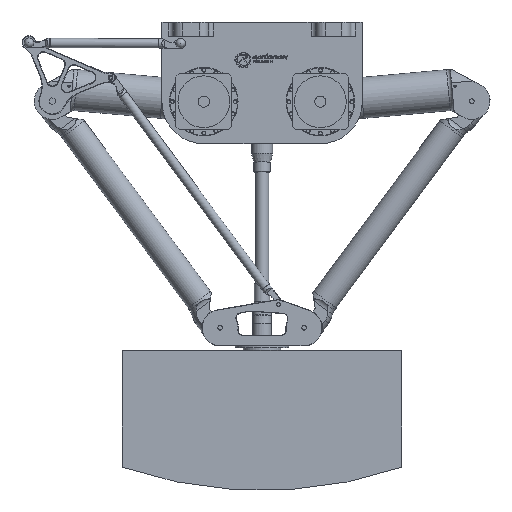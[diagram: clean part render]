
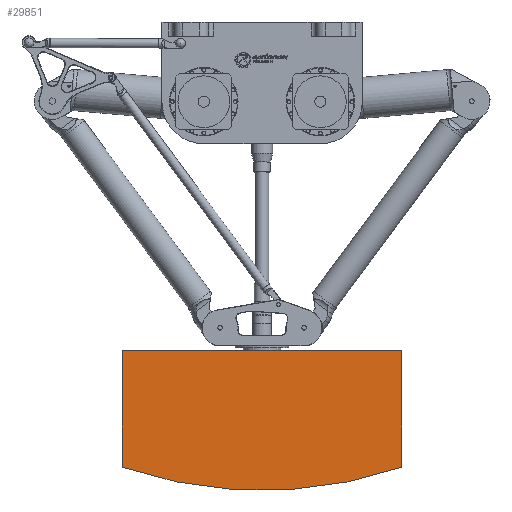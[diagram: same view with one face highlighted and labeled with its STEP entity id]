
A CAD part, left-side view. The second image highlights one B-rep face of the part: STEP entity #29851.
In plain terms, the highlighted face is planar.
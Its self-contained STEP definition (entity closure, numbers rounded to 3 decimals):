
#3160=CIRCLE('',#33652,925.);
#5517=FACE_OUTER_BOUND('',#7663,.T.);
#7663=EDGE_LOOP('',(#27229,#27230,#27231,#27232));
#9987=LINE('',#57044,#12319);
#9991=LINE('',#57052,#12323);
#9995=LINE('',#57063,#12327);
#12319=VECTOR('',#42590,10.);
#12323=VECTOR('',#42596,10.);
#12327=VECTOR('',#42608,10.);
#14959=VERTEX_POINT('',#57042);
#14960=VERTEX_POINT('',#57043);
#14963=VERTEX_POINT('',#57051);
#14965=VERTEX_POINT('',#57057);
#19045=EDGE_CURVE('',#14959,#14960,#9987,.T.);
#19049=EDGE_CURVE('',#14960,#14963,#9991,.T.);
#19052=EDGE_CURVE('',#14963,#14965,#3160,.T.);
#19055=EDGE_CURVE('',#14965,#14959,#9995,.T.);
#27229=ORIENTED_EDGE('',*,*,#19045,.F.);
#27230=ORIENTED_EDGE('',*,*,#19055,.F.);
#27231=ORIENTED_EDGE('',*,*,#19052,.F.);
#27232=ORIENTED_EDGE('',*,*,#19049,.F.);
#28078=PLANE('',#33655);
#29851=ADVANCED_FACE('',(#5517),#28078,.F.);
#33652=AXIS2_PLACEMENT_3D('',#57058,#42601,#42602);
#33655=AXIS2_PLACEMENT_3D('',#57065,#42610,#42611);
#42590=DIRECTION('',(1.,0.,0.));
#42596=DIRECTION('',(0.,1.,0.));
#42601=DIRECTION('center_axis',(0.,0.,1.));
#42602=DIRECTION('ref_axis',(0.324,0.946,0.));
#42608=DIRECTION('',(0.,-1.,0.));
#42610=DIRECTION('center_axis',(0.,0.,1.));
#42611=DIRECTION('ref_axis',(1.,0.,0.));
#57042=CARTESIAN_POINT('',(-300.,-125.,-2.));
#57043=CARTESIAN_POINT('',(300.,-125.,-2.));
#57044=CARTESIAN_POINT('',(-300.,-125.,-2.));
#57051=CARTESIAN_POINT('',(300.,125.,-2.));
#57052=CARTESIAN_POINT('',(300.,-125.,-2.));
#57057=CARTESIAN_POINT('',(-300.,125.,-2.));
#57058=CARTESIAN_POINT('Origin',(0.,-750.,-2.));
#57063=CARTESIAN_POINT('',(-300.,125.,-2.));
#57065=CARTESIAN_POINT('Origin',(0.,11.502,
-2.));
